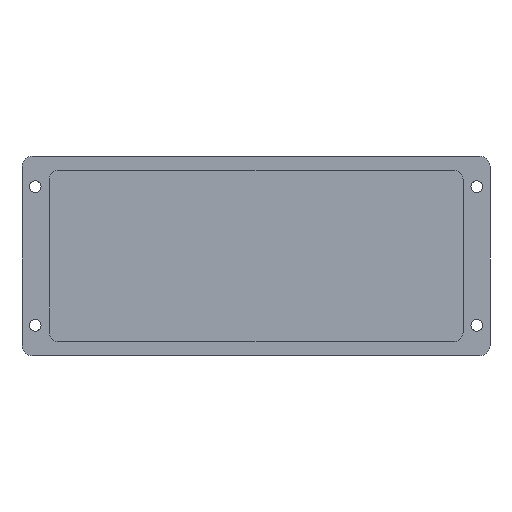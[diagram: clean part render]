
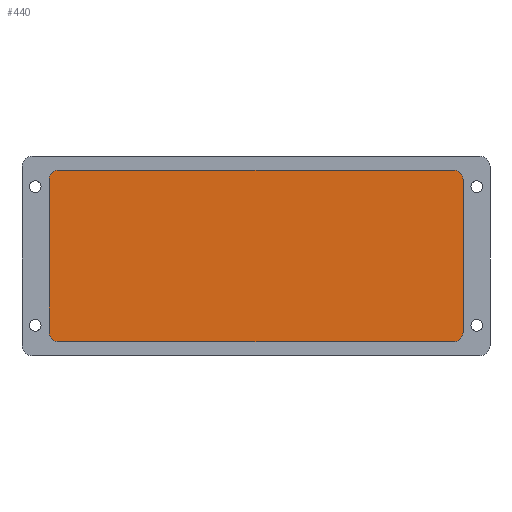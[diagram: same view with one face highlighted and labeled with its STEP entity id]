
A CAD part, top view. The second image highlights one B-rep face of the part: STEP entity #440.
In plain terms, the highlighted planar face has unit normal (0, 0, 1).
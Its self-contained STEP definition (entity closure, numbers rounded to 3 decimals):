
#58=FACE_OUTER_BOUND('',#90,.T.);
#90=EDGE_LOOP('',(#399,#400,#401,#402,#403,#404,#405,#406));
#116=LINE('',#729,#152);
#119=LINE('',#737,#155);
#122=LINE('',#745,#158);
#125=LINE('',#753,#161);
#152=VECTOR('',#599,10.);
#155=VECTOR('',#608,10.);
#158=VECTOR('',#617,10.);
#161=VECTOR('',#626,10.);
#183=CIRCLE('',#491,2.8);
#184=CIRCLE('',#494,2.8);
#185=CIRCLE('',#497,2.8);
#186=CIRCLE('',#500,2.8);
#219=VERTEX_POINT('',#726);
#220=VERTEX_POINT('',#728);
#221=VERTEX_POINT('',#732);
#222=VERTEX_POINT('',#736);
#223=VERTEX_POINT('',#740);
#224=VERTEX_POINT('',#744);
#225=VERTEX_POINT('',#748);
#226=VERTEX_POINT('',#752);
#272=EDGE_CURVE('',#220,#219,#116,.T.);
#274=EDGE_CURVE('',#221,#220,#183,.T.);
#276=EDGE_CURVE('',#222,#221,#119,.T.);
#278=EDGE_CURVE('',#223,#222,#184,.T.);
#280=EDGE_CURVE('',#224,#223,#122,.T.);
#282=EDGE_CURVE('',#225,#224,#185,.T.);
#284=EDGE_CURVE('',#226,#225,#125,.T.);
#286=EDGE_CURVE('',#219,#226,#186,.T.);
#399=ORIENTED_EDGE('',*,*,#286,.T.);
#400=ORIENTED_EDGE('',*,*,#284,.T.);
#401=ORIENTED_EDGE('',*,*,#282,.T.);
#402=ORIENTED_EDGE('',*,*,#280,.T.);
#403=ORIENTED_EDGE('',*,*,#278,.T.);
#404=ORIENTED_EDGE('',*,*,#276,.T.);
#405=ORIENTED_EDGE('',*,*,#274,.T.);
#406=ORIENTED_EDGE('',*,*,#272,.T.);
#417=PLANE('',#501);
#440=ADVANCED_FACE('',(#58),#417,.T.);
#491=AXIS2_PLACEMENT_3D('',#733,#603,#604);
#494=AXIS2_PLACEMENT_3D('',#741,#612,#613);
#497=AXIS2_PLACEMENT_3D('',#749,#621,#622);
#500=AXIS2_PLACEMENT_3D('',#756,#630,#631);
#501=AXIS2_PLACEMENT_3D('',#757,#632,#633);
#599=DIRECTION('',(0.,-1.,0.));
#603=DIRECTION('center_axis',(0.,0.,1.));
#604=DIRECTION('ref_axis',(0.,1.,0.));
#608=DIRECTION('',(-1.,0.,0.));
#612=DIRECTION('center_axis',(0.,0.,1.));
#613=DIRECTION('ref_axis',(1.,0.,0.));
#617=DIRECTION('',(0.,1.,0.));
#621=DIRECTION('center_axis',(0.,0.,1.));
#622=DIRECTION('ref_axis',(0.,-1.,0.));
#626=DIRECTION('',(1.,0.,0.));
#630=DIRECTION('center_axis',(0.,0.,1.));
#631=DIRECTION('ref_axis',(-1.,0.,0.));
#632=DIRECTION('center_axis',(0.,0.,1.));
#633=DIRECTION('ref_axis',(1.,0.,0.));
#726=CARTESIAN_POINT('',(-59.8,-22.,16.));
#728=CARTESIAN_POINT('',(-59.8,22.,16.));
#729=CARTESIAN_POINT('',(-59.8,22.,16.));
#732=CARTESIAN_POINT('',(-57.,24.8,16.));
#733=CARTESIAN_POINT('Origin',(-57.,22.,16.));
#736=CARTESIAN_POINT('',(57.,24.8,16.));
#737=CARTESIAN_POINT('',(57.,24.8,16.));
#740=CARTESIAN_POINT('',(59.8,22.,16.));
#741=CARTESIAN_POINT('Origin',(57.,22.,16.));
#744=CARTESIAN_POINT('',(59.8,-22.,16.));
#745=CARTESIAN_POINT('',(59.8,-22.,16.));
#748=CARTESIAN_POINT('',(57.,-24.8,16.));
#749=CARTESIAN_POINT('Origin',(57.,-22.,16.));
#752=CARTESIAN_POINT('',(-57.,-24.8,16.));
#753=CARTESIAN_POINT('',(-57.,-24.8,16.));
#756=CARTESIAN_POINT('Origin',(-57.,-22.,16.));
#757=CARTESIAN_POINT('Origin',(0.,0.,16.));
